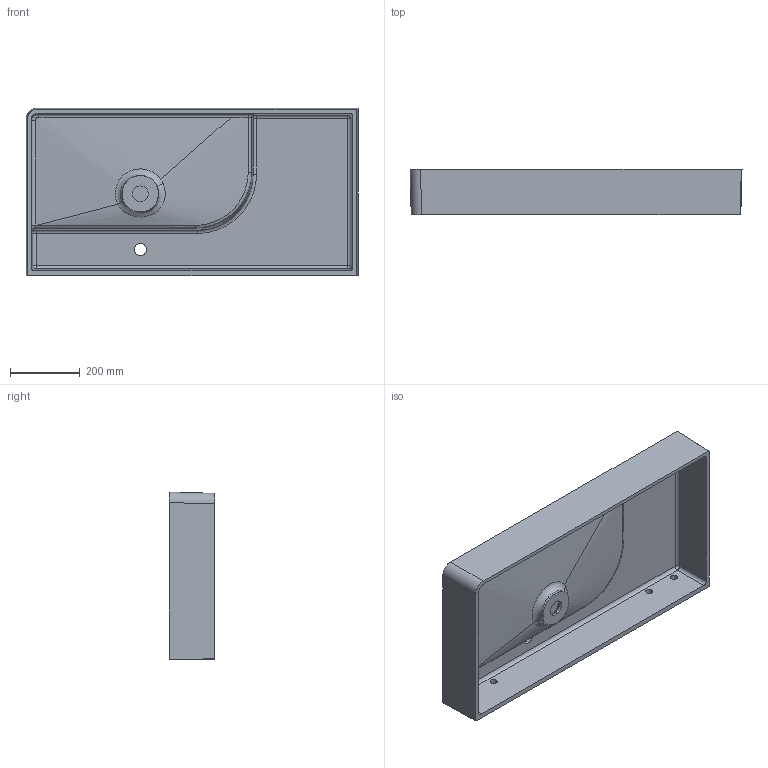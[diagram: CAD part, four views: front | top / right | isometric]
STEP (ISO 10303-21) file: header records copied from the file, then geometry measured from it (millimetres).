
FILE_DESCRIPTION (( 'STEP AP214' ), '1' );
FILE_NAME ('Optimus.STEP', '2021-09-17T10:32:46', ( '' ), ( '' ), 'SwSTEP 2.0', 'SolidWorks 2020', '' );
FILE_SCHEMA (( 'AUTOMOTIVE_DESIGN' ));
Length unit declared in the file: millimetre
Products named in the file (1): Optimus
Bounding box: 950 x 130 x 480 mm (x, y, z)
Volume: 10877580.1 mm3; surface area: 1690988.5 mm2
Topology: 2 solids, 2 shells, 162 faces, 406 edges, 246 vertices
Faces by surface type: bspline 48, cylinder 46, plane 27, torus 20, cone 13, sphere 8
Entity records: 15882 total; most frequent: CARTESIAN_POINT 12430, ORIENTED_EDGE 804, DIRECTION 610, EDGE_CURVE 402, AXIS2_PLACEMENT_3D 254, VERTEX_POINT 246, EDGE_LOOP 176, FACE_OUTER_BOUND 162
